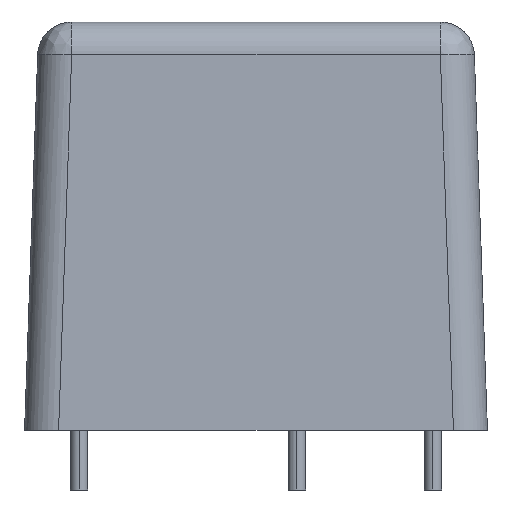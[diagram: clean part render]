
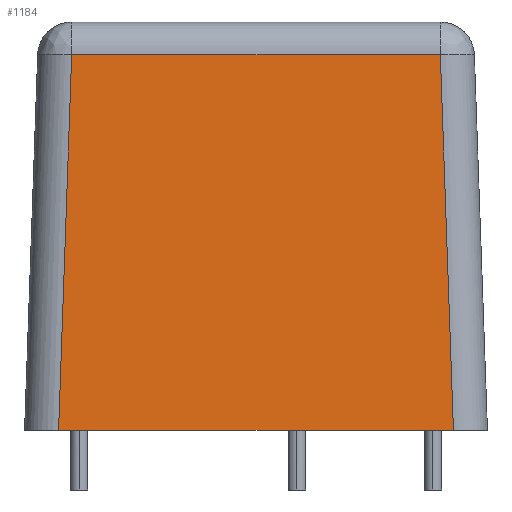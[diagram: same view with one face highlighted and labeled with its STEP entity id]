
A CAD part, left-side view. The second image highlights one B-rep face of the part: STEP entity #1184.
In plain terms, the highlighted free-form (B-spline) face has degree [1, 1] with [2, 2] control points.
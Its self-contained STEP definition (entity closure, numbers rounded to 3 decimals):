
#1184 = ADVANCED_FACE('',(#1185),#1215,.T.);
#1185 = FACE_BOUND('',#1186,.T.);
#1186 = EDGE_LOOP('',(#1187,#1196,#1203,#1210));
#1187 = ORIENTED_EDGE('',*,*,#1188,.T.);
#1188 = EDGE_CURVE('',#1189,#1191,#1193,.T.);
#1189 = VERTEX_POINT('',#1190);
#1190 = CARTESIAN_POINT('',(-25.429,-10.831,
    25.607));
#1191 = VERTEX_POINT('',#1192);
#1192 = CARTESIAN_POINT('',(-25.429,10.831,
    25.607));
#1193 = B_SPLINE_CURVE_WITH_KNOTS('',1,(#1194,#1195),.UNSPECIFIED.,.F.,
  .F.,(2,2),(-23.592,-1.931),.PIECEWISE_BEZIER_KNOTS.);
#1194 = CARTESIAN_POINT('',(-25.429,-10.831,
    25.607));
#1195 = CARTESIAN_POINT('',(-25.429,10.831,
    25.607));
#1196 = ORIENTED_EDGE('',*,*,#1197,.T.);
#1197 = EDGE_CURVE('',#1191,#1198,#1200,.T.);
#1198 = VERTEX_POINT('',#1199);
#1199 = CARTESIAN_POINT('',(-26.2,11.601,3.538));
#1200 = B_SPLINE_CURVE_WITH_KNOTS('',1,(#1201,#1202),.UNSPECIFIED.,.F.,
  .F.,(2,2),(-22.166,-0.07),
  .PIECEWISE_BEZIER_KNOTS.);
#1201 = CARTESIAN_POINT('',(-25.429,10.831,
    25.607));
#1202 = CARTESIAN_POINT('',(-26.2,11.601,3.538));
#1203 = ORIENTED_EDGE('',*,*,#1204,.T.);
#1204 = EDGE_CURVE('',#1198,#1205,#1207,.T.);
#1205 = VERTEX_POINT('',#1206);
#1206 = CARTESIAN_POINT('',(-26.2,-11.601,3.538));
#1207 = B_SPLINE_CURVE_WITH_KNOTS('',1,(#1208,#1209),.UNSPECIFIED.,.F.,
  .F.,(2,2),(1.999,25.201),.PIECEWISE_BEZIER_KNOTS.);
#1208 = CARTESIAN_POINT('',(-26.2,11.601,3.538));
#1209 = CARTESIAN_POINT('',(-26.2,-11.601,3.538));
#1210 = ORIENTED_EDGE('',*,*,#1211,.T.);
#1211 = EDGE_CURVE('',#1205,#1189,#1212,.T.);
#1212 = B_SPLINE_CURVE_WITH_KNOTS('',1,(#1213,#1214),.UNSPECIFIED.,.F.,
  .F.,(2,2),(-0.879,21.218),.PIECEWISE_BEZIER_KNOTS.);
#1213 = CARTESIAN_POINT('',(-26.2,-11.601,3.538));
#1214 = CARTESIAN_POINT('',(-25.429,-10.831,
    25.607));
#1215 = B_SPLINE_SURFACE_WITH_KNOTS('',1,1,(
    (#1216,#1217)
    ,(#1218,#1219
    )),.UNSPECIFIED.,.F.,.F.,.F.,(2,2),(2,2),(0.,22.083),(
    -25.201,-1.999),.PIECEWISE_BEZIER_KNOTS.);
#1216 = CARTESIAN_POINT('',(-26.2,-11.601,3.538));
#1217 = CARTESIAN_POINT('',(-26.2,11.601,3.538));
#1218 = CARTESIAN_POINT('',(-25.429,-11.601,
    25.607));
#1219 = CARTESIAN_POINT('',(-25.429,11.601,
    25.607));
